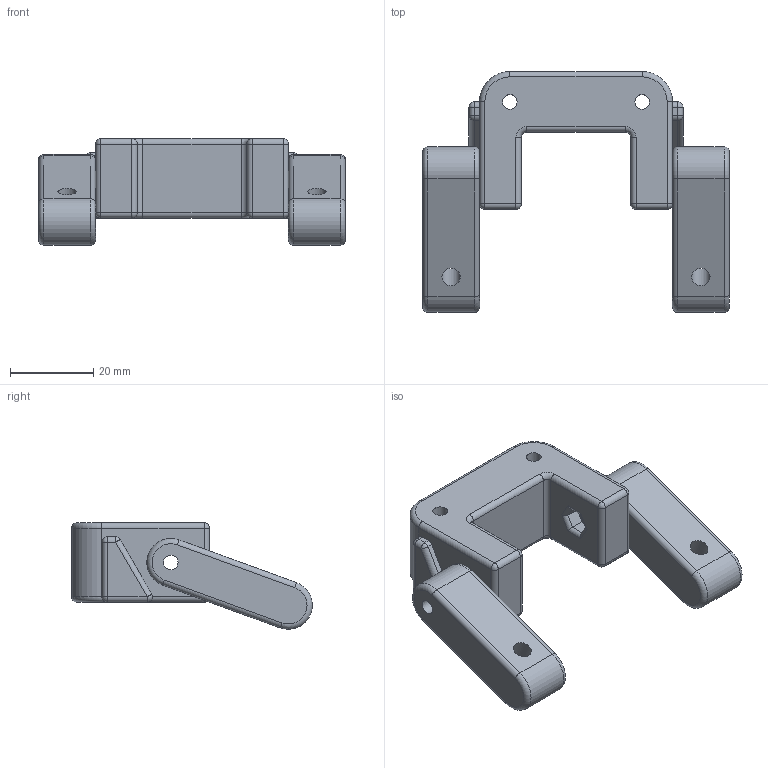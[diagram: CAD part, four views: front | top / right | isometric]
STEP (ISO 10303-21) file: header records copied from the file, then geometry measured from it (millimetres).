
FILE_DESCRIPTION(/* description */ ('STEP AP242','CAx-IF Rec.Pracs.---Representation and Presentation of Product Manufacturing Information (PMI)---4.0---2014-10-13','CAx-IF Rec.Pracs.---3D Tessellated Geometry---0.4---2014-09-14','2;1'),/* implementation_level */ '2;1');
FILE_NAME(/* name */ '684e4882291a9e7ac3444ec3',/* time_stamp */ '2025-06-15T04:13:54Z',/* author */ (''),/* organization */ (''),/* preprocessor_version */ 'ST-DEVELOPER v20',/* originating_system */ 'ONSHAPE BY PTC INC, 1.199',/* authorisation */ ' ');
FILE_SCHEMA (('AP242_MANAGED_MODEL_BASED_3D_ENGINEERING_MIM_LF { 1 0 10303 442 1 1 4 }'));
Length unit declared in the file: metre
Products named in the file (3): Plate Support; Part 1
Assembly tree (3 placements, depth 2):
  Plate Support
    Part 1
    Part 1  x2
Bounding box: 73.54 x 57.7 x 25.54 mm (x, y, z)
Volume: 29949.9 mm3; surface area: 11175 mm2
Topology: 3 solids, 3 shells, 148 faces, 340 edges, 186 vertices
Faces by surface type: cylinder 74, plane 42, sphere 16, torus 16
Full cylindrical faces by diameter (mm): 3.5 x6, 4.4 x2, 8.162 x2
Entity records: 3597 total; most frequent: DIRECTION 678, CARTESIAN_POINT 586, ORIENTED_EDGE 556, EDGE_CURVE 278, AXIS2_PLACEMENT_3D 266, VERTEX_POINT 162, EDGE_LOOP 156, FACE_BOUND 156
